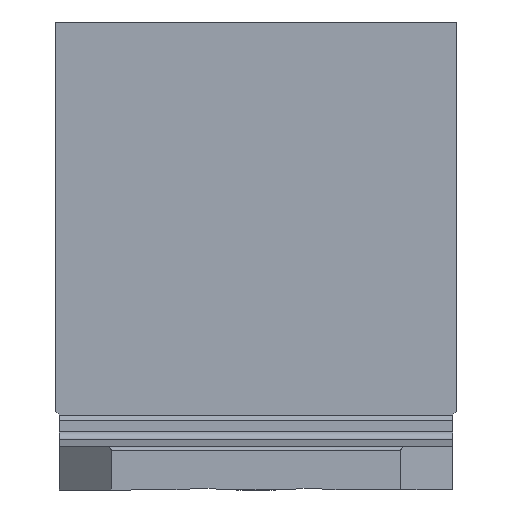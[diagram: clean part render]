
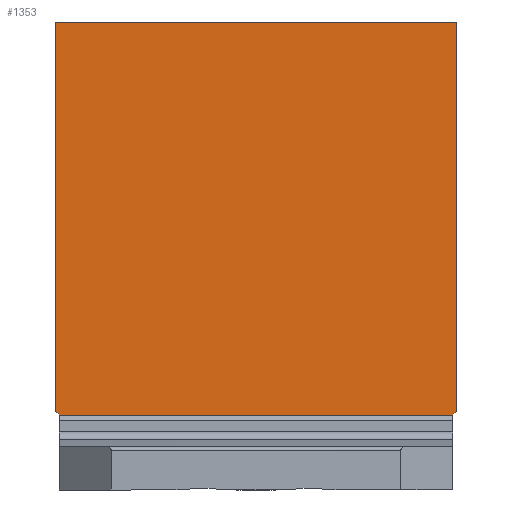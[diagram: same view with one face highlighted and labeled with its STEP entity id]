
A CAD part, front view. The second image highlights one B-rep face of the part: STEP entity #1353.
In plain terms, the highlighted planar face has unit normal (0, -1, 0).
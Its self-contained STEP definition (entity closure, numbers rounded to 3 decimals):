
#613=VERTEX_POINT('',#1657);
#643=VERTEX_POINT('',#1691);
#649=EDGE_CURVE('',#1479,#1277,#1698,.T.);
#651=VERTEX_POINT('',#1700);
#681=VERTEX_POINT('',#1734);
#759=EDGE_CURVE('',#643,#651,#1821,.T.);
#1017=EDGE_CURVE('',#681,#1479,#2115,.T.);
#1029=EDGE_CURVE('',#613,#643,#2129,.T.);
#1277=VERTEX_POINT('',#2405);
#1353=ADVANCED_FACE('',(#2488),#2489,.T.);
#1479=VERTEX_POINT('',#2627);
#1497=EDGE_CURVE('',#651,#681,#2646,.T.);
#1513=EDGE_CURVE('',#1277,#613,#2664,.T.);
#1657=CARTESIAN_POINT('',(255.0,-50.5,595.0));
#1691=CARTESIAN_POINT('',(255.0,-50.5,100.0));
#1698=LINE('',#2886,#2887);
#1700=CARTESIAN_POINT('',(250.0,-50.5,95.));
#1734=CARTESIAN_POINT('',(-250.0,-50.5,95.));
#1821=LINE('',#3055,#3056);
#2115=LINE('',#3458,#3459);
#2129=LINE('',#3475,#3476);
#2405=CARTESIAN_POINT('',(-255.0,-50.5,595.0));
#2488=FACE_OUTER_BOUND('',#3968,.T.);
#2489=PLANE('',#3969);
#2627=CARTESIAN_POINT('',(-255.0,-50.5,100.0));
#2646=LINE('',#4180,#4181);
#2664=LINE('',#4207,#4208);
#2886=CARTESIAN_POINT('',(-255.0,-50.5,595.0));
#2887=VECTOR('',#4418,1.0);
#3055=CARTESIAN_POINT('',(250.0,-50.5,95.));
#3056=VECTOR('',#4570,1.0);
#3458=CARTESIAN_POINT('',(-255.0,-50.5,100.0));
#3459=VECTOR('',#4935,1.0);
#3475=CARTESIAN_POINT('',(255.0,-50.5,100.0));
#3476=VECTOR('',#4956,1.0);
#3968=EDGE_LOOP('',(#5382,#5383,#5384,#5385,#5386,#5387));
#3969=AXIS2_PLACEMENT_3D('',#5388,#5389,#5390);
#4180=CARTESIAN_POINT('',(250.0,-50.5,95.));
#4181=VECTOR('',#5548,1.0);
#4207=CARTESIAN_POINT('',(255.0,-50.5,595.0));
#4208=VECTOR('',#5562,1.0);
#4418=DIRECTION('',(0.0,0.0,1.0));
#4570=DIRECTION('',(-0.707,0.0,-0.707));
#4935=DIRECTION('',(-0.707,0.0,0.707));
#4956=DIRECTION('',(0.0,0.0,-1.0));
#5382=ORIENTED_EDGE('',*,*,#1017,.F.);
#5383=ORIENTED_EDGE('',*,*,#1497,.F.);
#5384=ORIENTED_EDGE('',*,*,#759,.F.);
#5385=ORIENTED_EDGE('',*,*,#1029,.F.);
#5386=ORIENTED_EDGE('',*,*,#1513,.F.);
#5387=ORIENTED_EDGE('',*,*,#649,.F.);
#5388=CARTESIAN_POINT('',(0.,-50.5,345.732));
#5389=DIRECTION('',(0.0,-1.0,0.0));
#5390=DIRECTION('',(1.0,0.0,0.0));
#5548=DIRECTION('',(-1.0,0.0,0.0));
#5562=DIRECTION('',(1.0,0.0,0.0));
